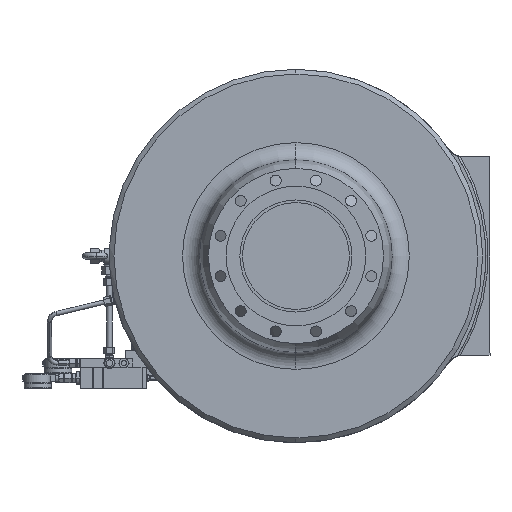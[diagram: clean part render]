
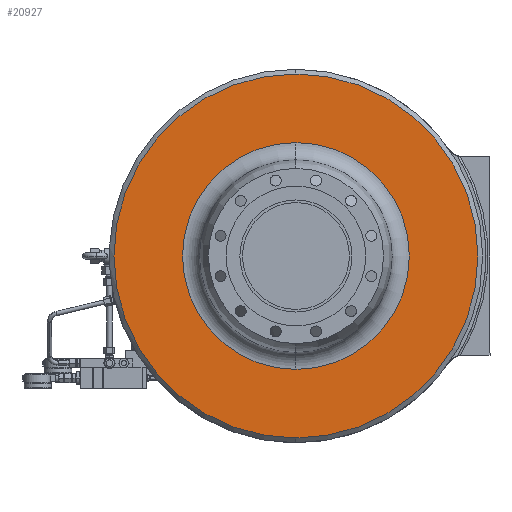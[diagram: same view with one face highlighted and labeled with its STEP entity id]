
A CAD part, left-side view. The second image highlights one B-rep face of the part: STEP entity #20927.
In plain terms, the highlighted planar face has unit normal (-1, 0, 0).
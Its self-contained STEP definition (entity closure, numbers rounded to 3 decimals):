
#1844 = CIRCLE ( 'NONE', #3168, 422. ) ;
#3168 = AXIS2_PLACEMENT_3D ( 'NONE', #35050, #4355, #15199 ) ;
#4355 = DIRECTION ( 'NONE',  ( 1., 0., 0. ) ) ;
#5069 = AXIS2_PLACEMENT_3D ( 'NONE', #52790, #13021, #22369 ) ;
#6558 = VERTEX_POINT ( 'NONE', #21962 ) ;
#6809 = CIRCLE ( 'NONE', #11582, 263. ) ;
#8616 = EDGE_CURVE ( 'Defeature ausgef�hrt1_581+Defeature ausgef�hrt1_580+Defeature ausgef�hrt1_580+Defeature ausgef�hrt1_580', #59655, #38555, #1844, .T. ) ;
#10246 = ORIENTED_EDGE ( 'NONE', *, *, #15688, .F. ) ;
#11582 = AXIS2_PLACEMENT_3D ( 'NONE', #36318, #52226, #46948 ) ;
#13021 = DIRECTION ( 'NONE',  ( 1., 0., 0. ) ) ;
#14768 = CIRCLE ( 'NONE', #49082, 263. ) ;
#15199 = DIRECTION ( 'NONE',  ( 0., 0., -1. ) ) ;
#15688 = EDGE_CURVE ( 'Defeature ausgef�hrt1_579+Defeature ausgef�hrt1_580+Defeature ausgef�hrt1_580+Defeature ausgef�hrt1_580', #60375, #6558, #14768, .T. ) ;
#19638 = ORIENTED_EDGE ( 'NONE', *, *, #8616, .F. ) ;
#20927 = ADVANCED_FACE ( 'Defeature ausgef�hrt1_580', ( #51560, #64182 ), #48572, .F. ) ;
#21962 = CARTESIAN_POINT ( 'NONE',  ( -165.639, -120.804, 1348.275 ) ) ;
#22369 = DIRECTION ( 'NONE',  ( 0., 0., -1. ) ) ;
#22678 = EDGE_CURVE ( 'Defeature ausgef�hrt1_579+Defeature ausgef�hrt1_580+Defeature ausgef�hrt1_580+Defeature ausgef�hrt1_580', #6558, #60375, #6809, .T. ) ;
#25804 = ORIENTED_EDGE ( 'NONE', *, *, #22678, .F. ) ;
#28865 = DIRECTION ( 'NONE',  ( 0., 0., 1. ) ) ;
#28944 = CARTESIAN_POINT ( 'NONE',  ( -165.639, -120.804, 1507.275 ) ) ;
#29178 = EDGE_LOOP ( 'NONE', ( #19638, #46204 ) ) ;
#33579 = CARTESIAN_POINT ( 'NONE',  ( -165.639, -120.804, 1085.275 ) ) ;
#35050 = CARTESIAN_POINT ( 'NONE',  ( -165.639, -120.804, 1085.275 ) ) ;
#36318 = CARTESIAN_POINT ( 'NONE',  ( -165.639, -120.804, 1085.275 ) ) ;
#37620 = EDGE_LOOP ( 'NONE', ( #25804, #10246 ) ) ;
#38555 = VERTEX_POINT ( 'NONE', #28944 ) ;
#39857 = CARTESIAN_POINT ( 'NONE',  ( -165.639, -120.804, 663.275 ) ) ;
#40383 = CIRCLE ( 'NONE', #49741, 422. ) ;
#46204 = ORIENTED_EDGE ( 'NONE', *, *, #62227, .F. ) ;
#46948 = DIRECTION ( 'NONE',  ( 0., 0., 1. ) ) ;
#47815 = CARTESIAN_POINT ( 'NONE',  ( -165.639, -120.804, 1085.275 ) ) ;
#48572 = PLANE ( 'NONE',  #5069 ) ;
#49082 = AXIS2_PLACEMENT_3D ( 'NONE', #33579, #53293, #28865 ) ;
#49741 = AXIS2_PLACEMENT_3D ( 'NONE', #47815, #62850, #53123 ) ;
#51560 = FACE_BOUND ( 'NONE', #37620, .T. ) ;
#52226 = DIRECTION ( 'NONE',  ( -1., 0., 0. ) ) ;
#52790 = CARTESIAN_POINT ( 'NONE',  ( -165.639, 319.696, 1085.275 ) ) ;
#53123 = DIRECTION ( 'NONE',  ( 0., 0., -1. ) ) ;
#53293 = DIRECTION ( 'NONE',  ( -1., 0., 0. ) ) ;
#59655 = VERTEX_POINT ( 'NONE', #39857 ) ;
#60375 = VERTEX_POINT ( 'NONE', #63067 ) ;
#62227 = EDGE_CURVE ( 'Defeature ausgef�hrt1_581+Defeature ausgef�hrt1_580+Defeature ausgef�hrt1_580+Defeature ausgef�hrt1_580', #38555, #59655, #40383, .T. ) ;
#62850 = DIRECTION ( 'NONE',  ( 1., 0., 0. ) ) ;
#63067 = CARTESIAN_POINT ( 'NONE',  ( -165.639, -120.804, 822.275 ) ) ;
#64182 = FACE_OUTER_BOUND ( 'NONE', #29178, .T. ) ;
